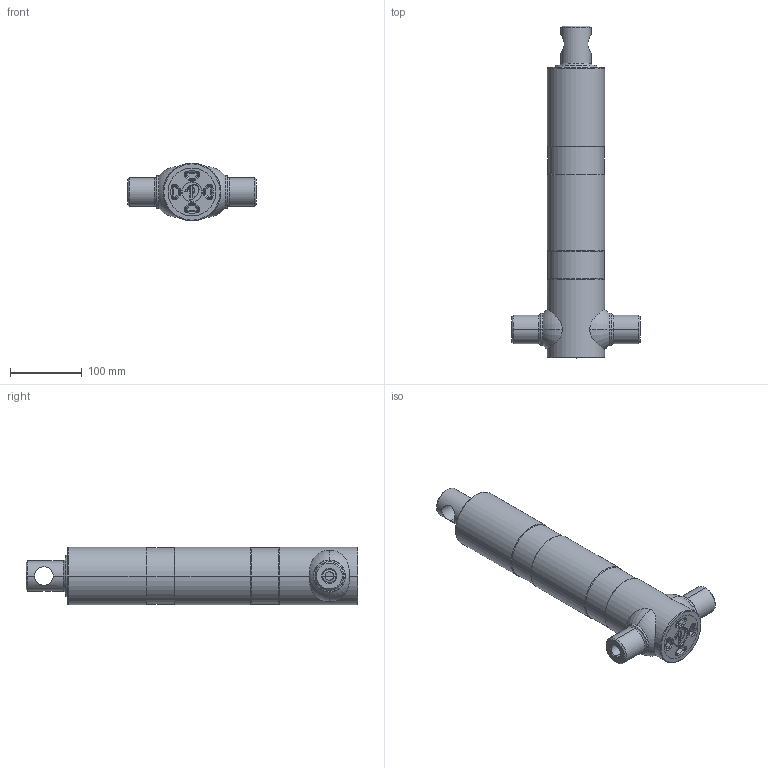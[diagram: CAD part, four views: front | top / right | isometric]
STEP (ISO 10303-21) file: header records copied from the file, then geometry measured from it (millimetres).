
FILE_DESCRIPTION (( 'STEP AP203' ), '1' );
FILE_NAME ('296.BGB.STEP', '2014-10-06T07:23:18', ( '' ), ( '' ), 'SwSTEP 2.0', 'SolidWorks 2013', '' );
FILE_SCHEMA (( 'CONFIG_CONTROL_DESIGN' ));
Length unit declared in the file: millimetre
Products named in the file (1): 296.BGB
Bounding box: 179.8 x 464 x 80.8 mm (x, y, z)
Surface area: 265484.4 mm2 (no closed solid volume)
Topology: 0 solids, 11 shells, 233 faces, 617 edges, 384 vertices
Faces by surface type: cylinder 71, torus 68, cone 62, plane 25, bspline 7
Entity records: 9058 total; most frequent: CARTESIAN_POINT 3216, DIRECTION 1350, ORIENTED_EDGE 1076, EDGE_CURVE 617, AXIS2_PLACEMENT_3D 577, VERTEX_POINT 384, CIRCLE 350, EDGE_LOOP 244
